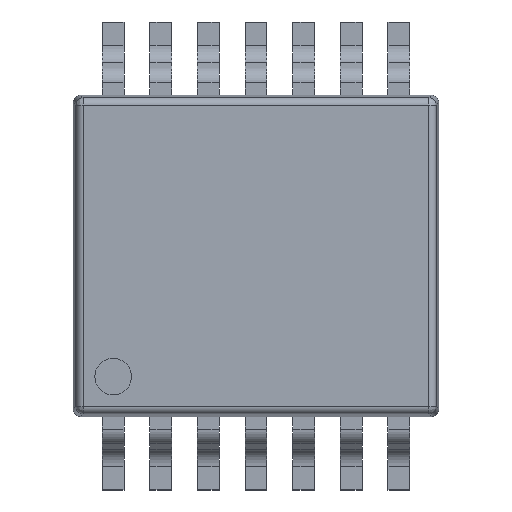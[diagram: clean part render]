
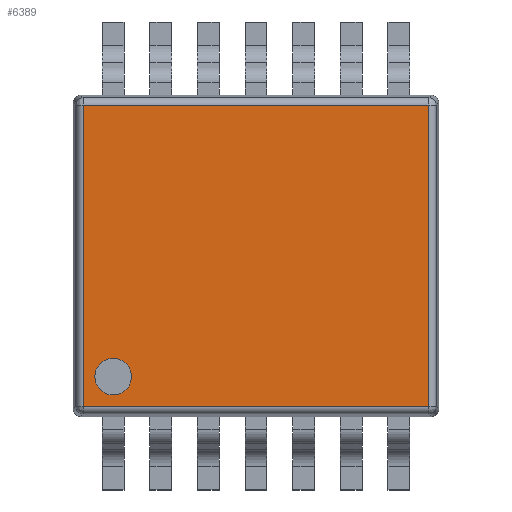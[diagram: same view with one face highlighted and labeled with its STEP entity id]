
A CAD part, top view. The second image highlights one B-rep face of the part: STEP entity #6389.
In plain terms, the highlighted planar face has unit normal (0, 0, 1).
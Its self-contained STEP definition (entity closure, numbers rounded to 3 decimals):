
#20 = CARTESIAN_POINT ( 'NONE',  ( -1.948, -1.648, 1.1 ) ) ;
#242 = EDGE_LOOP ( 'NONE', ( #790, #7988 ) ) ;
#286 = CARTESIAN_POINT ( 'NONE',  ( 0., -2.056, 1.1 ) ) ;
#402 = DIRECTION ( 'NONE',  ( 1., 0., 0. ) ) ;
#446 = DIRECTION ( 'NONE',  ( 0., 0., 1. ) ) ;
#587 = CARTESIAN_POINT ( 'NONE',  ( -2.198, -1.648, 1.1 ) ) ;
#741 = PLANE ( 'NONE',  #5687 ) ;
#790 = ORIENTED_EDGE ( 'NONE', *, *, #4004, .F. ) ;
#1163 = VERTEX_POINT ( 'NONE', #6154 ) ;
#1299 = LINE ( 'NONE', #3977, #2851 ) ;
#1599 = LINE ( 'NONE', #4123, #4155 ) ;
#1625 = CARTESIAN_POINT ( 'NONE',  ( -1.948, -1.648, 1.1 ) ) ;
#1689 = ORIENTED_EDGE ( 'NONE', *, *, #5628, .F. ) ;
#1878 = ORIENTED_EDGE ( 'NONE', *, *, #2762, .F. ) ;
#2077 = DIRECTION ( 'NONE',  ( 0., 0., 1. ) ) ;
#2182 = LINE ( 'NONE', #286, #4830 ) ;
#2230 = CARTESIAN_POINT ( 'NONE',  ( 2.356, -2.056, 1.1 ) ) ;
#2583 = VERTEX_POINT ( 'NONE', #587 ) ;
#2762 = EDGE_CURVE ( 'NONE', #4943, #5967, #2182, .T. ) ;
#2843 = AXIS2_PLACEMENT_3D ( 'NONE', #20, #2077, #7639 ) ;
#2851 = VECTOR ( 'NONE', #3834, 1000. ) ;
#2911 = CARTESIAN_POINT ( 'NONE',  ( -2.356, 2.056, 1.1 ) ) ;
#2978 = EDGE_CURVE ( 'NONE', #2583, #3720, #6934, .T. ) ;
#3222 = EDGE_LOOP ( 'NONE', ( #4799, #1689, #1878, #4906 ) ) ;
#3242 = CIRCLE ( 'NONE', #2843, 0.25 ) ;
#3485 = DIRECTION ( 'NONE',  ( 1., 0., 0. ) ) ;
#3581 = DIRECTION ( 'NONE',  ( -1., 0., 0. ) ) ;
#3649 = CARTESIAN_POINT ( 'NONE',  ( -2.356, 0., 1.1 ) ) ;
#3720 = VERTEX_POINT ( 'NONE', #6007 ) ;
#3834 = DIRECTION ( 'NONE',  ( 0., -1., 0. ) ) ;
#3977 = CARTESIAN_POINT ( 'NONE',  ( 2.356, 0., 1.1 ) ) ;
#4004 = EDGE_CURVE ( 'NONE', #3720, #2583, #3242, .T. ) ;
#4123 = CARTESIAN_POINT ( 'NONE',  ( 0., 2.056, 1.1 ) ) ;
#4155 = VECTOR ( 'NONE', #3485, 1000. ) ;
#4198 = DIRECTION ( 'NONE',  ( 0., 1., 0. ) ) ;
#4350 = CARTESIAN_POINT ( 'NONE',  ( -2.356, -2.056, 1.1 ) ) ;
#4437 = DIRECTION ( 'NONE',  ( -1., 0., 0. ) ) ;
#4562 = EDGE_CURVE ( 'NONE', #7693, #1163, #1599, .T. ) ;
#4799 = ORIENTED_EDGE ( 'NONE', *, *, #4562, .F. ) ;
#4830 = VECTOR ( 'NONE', #3581, 1000. ) ;
#4906 = ORIENTED_EDGE ( 'NONE', *, *, #7276, .F. ) ;
#4943 = VERTEX_POINT ( 'NONE', #2230 ) ;
#5050 = DIRECTION ( 'NONE',  ( 0., 0., -1. ) ) ;
#5129 = FACE_OUTER_BOUND ( 'NONE', #3222, .T. ) ;
#5607 = LINE ( 'NONE', #3649, #6590 ) ;
#5628 = EDGE_CURVE ( 'NONE', #5967, #7693, #5607, .T. ) ;
#5687 = AXIS2_PLACEMENT_3D ( 'NONE', #6445, #5050, #4437 ) ;
#5829 = FACE_BOUND ( 'NONE', #242, .T. ) ;
#5967 = VERTEX_POINT ( 'NONE', #4350 ) ;
#6007 = CARTESIAN_POINT ( 'NONE',  ( -1.698, -1.648, 1.1 ) ) ;
#6154 = CARTESIAN_POINT ( 'NONE',  ( 2.356, 2.056, 1.1 ) ) ;
#6389 = ADVANCED_FACE ( 'NONE', ( #5829, #5129 ), #741, .F. ) ;
#6445 = CARTESIAN_POINT ( 'NONE',  ( 0., 0., 1.1 ) ) ;
#6590 = VECTOR ( 'NONE', #4198, 1000. ) ;
#6934 = CIRCLE ( 'NONE', #7467, 0.25 ) ;
#7276 = EDGE_CURVE ( 'NONE', #1163, #4943, #1299, .T. ) ;
#7467 = AXIS2_PLACEMENT_3D ( 'NONE', #1625, #446, #402 ) ;
#7639 = DIRECTION ( 'NONE',  ( 1., 0., 0. ) ) ;
#7693 = VERTEX_POINT ( 'NONE', #2911 ) ;
#7988 = ORIENTED_EDGE ( 'NONE', *, *, #2978, .F. ) ;
